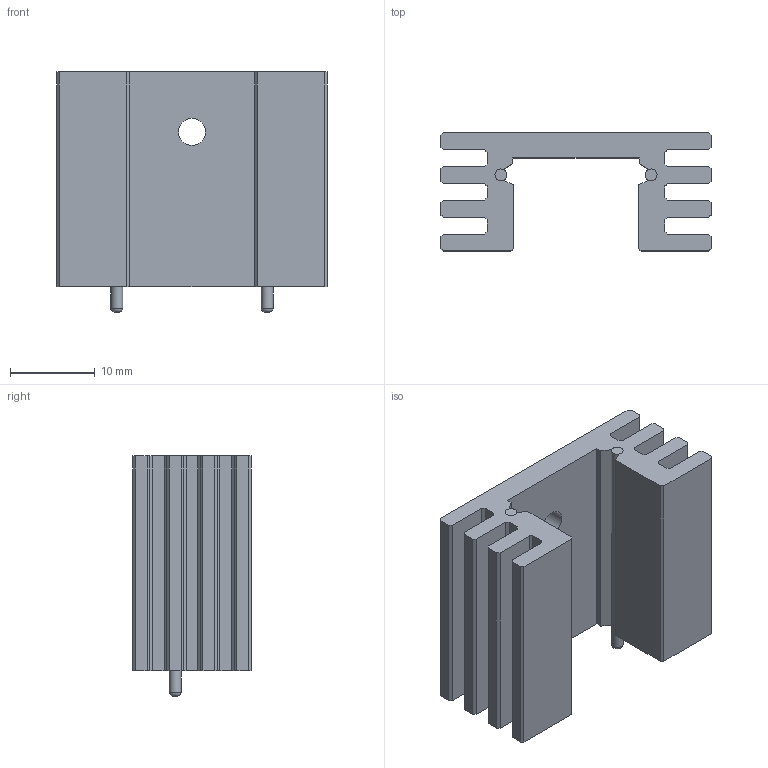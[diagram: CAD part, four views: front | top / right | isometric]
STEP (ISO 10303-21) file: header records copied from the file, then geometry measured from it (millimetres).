
FILE_DESCRIPTION(('FreeCAD Model'),'2;1');
FILE_NAME('Heatsink_Stonecold_HS-132_32x14mm_2xFixation1.5mm.step', '2019-05-25T18:42:08',('kicad StepUp'),('ksu MCAD'), 'Open CASCADE STEP processor 7.3','FreeCAD','Unknown');
FILE_SCHEMA(('AUTOMOTIVE_DESIGN { 1 0 10303 214 1 1 1 1 }'));
Length unit declared in the file: millimetre
Products named in the file (1): Heatsink_Stonecold_HS-132_32x14mm_2xFixation1.5mm.step
Bounding box: 32 x 14 x 28.4 mm (x, y, z)
Volume: 5447 mm3; surface area: 4993.2 mm2
Topology: 1 solids, 1 shells, 79 faces, 226 edges, 149 vertices
Faces by surface type: plane 74, cylinder 3, revolution 2
Full cylindrical faces by diameter (mm): 1.4 x2, 3.2 x1
Entity records: 1767 total; most frequent: ORIENTED_EDGE 362, CARTESIAN_POINT 330, EDGE_CURVE 226, LINE 209, VERTEX_POINT 149, AXIS2_PLACEMENT_3D 88, FACE_BOUND 81, EDGE_LOOP 81
